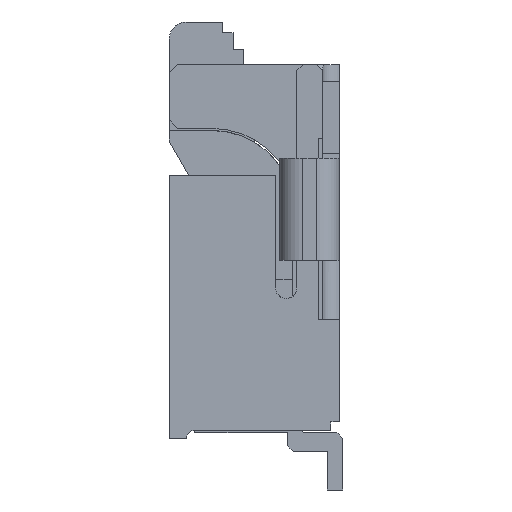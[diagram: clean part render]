
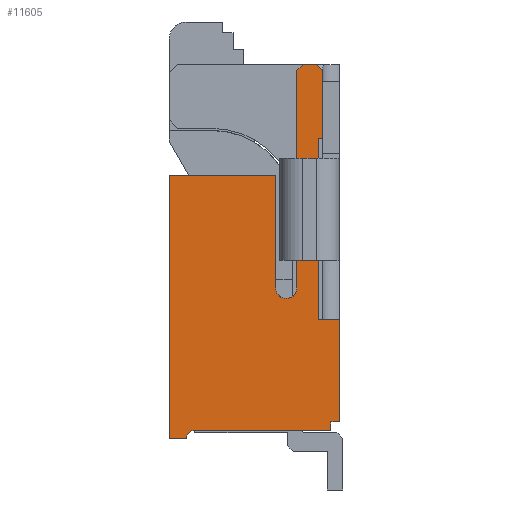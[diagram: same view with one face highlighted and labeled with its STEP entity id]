
A CAD part, left-side view. The second image highlights one B-rep face of the part: STEP entity #11605.
In plain terms, the highlighted planar face has unit normal (-1, 0, 0).
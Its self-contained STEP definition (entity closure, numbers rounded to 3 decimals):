
#14=DIRECTION('',(0.,1.,0.));
#15=VECTOR('',#14,0.15);
#16=CARTESIAN_POINT('',(-4.8,0.275,0.));
#17=LINE('',#16,#15);
#191=DIRECTION('',(0.,0.,1.));
#192=VECTOR('',#191,1.2);
#193=CARTESIAN_POINT('',(-4.8,0.,-4.2));
#194=LINE('',#193,#192);
#589=DIRECTION('',(0.,0.,1.));
#590=VECTOR('',#589,0.795);
#591=CARTESIAN_POINT('',(-4.8,0.2,-0.87));
#592=LINE('',#591,#590);
#609=DIRECTION('',(0.,1.,0.));
#610=VECTOR('',#609,0.25);
#611=CARTESIAN_POINT('',(-4.8,0.,-3.));
#612=LINE('',#611,#610);
#639=DIRECTION('',(0.,0.,1.));
#640=VECTOR('',#639,2.13);
#641=CARTESIAN_POINT('',(-4.8,0.25,-3.));
#642=LINE('',#641,#640);
#643=DIRECTION('',(0.,1.,0.));
#644=VECTOR('',#643,0.1);
#645=CARTESIAN_POINT('',(-4.8,0.,-4.2));
#646=LINE('',#645,#644);
#647=DIRECTION('',(0.,0.,1.));
#648=VECTOR('',#647,0.1);
#649=CARTESIAN_POINT('',(-4.8,0.1,-4.3));
#650=LINE('',#649,#648);
#651=DIRECTION('',(0.,-1.,0.));
#652=VECTOR('',#651,1.6);
#653=CARTESIAN_POINT('',(-4.8,1.7,-4.3));
#654=LINE('',#653,#652);
#655=CARTESIAN_POINT('',(-4.8,1.7,-4.4));
#656=DIRECTION('',(1.,0.,0.));
#657=DIRECTION('',(0.,1.,0.));
#658=AXIS2_PLACEMENT_3D('',#655,#656,#657);
#660=DIRECTION('',(0.,0.,1.));
#661=VECTOR('',#660,3.1);
#662=CARTESIAN_POINT('',(-4.8,2.,-4.4));
#663=LINE('',#662,#661);
#664=DIRECTION('',(0.,-1.,0.));
#665=VECTOR('',#664,1.25);
#666=CARTESIAN_POINT('',(-4.8,2.,-1.3));
#667=LINE('',#666,#665);
#668=DIRECTION('',(0.,0.,-1.));
#669=VECTOR('',#668,1.325);
#670=CARTESIAN_POINT('',(-4.8,0.75,-1.3));
#671=LINE('',#670,#669);
#672=CARTESIAN_POINT('',(-4.8,0.625,-2.625));
#673=DIRECTION('',(-1.,0.,0.));
#674=DIRECTION('',(0.,1.,0.));
#675=AXIS2_PLACEMENT_3D('',#672,#673,#674);
#677=DIRECTION('',(0.,0.,-1.));
#678=VECTOR('',#677,0.325);
#679=CARTESIAN_POINT('',(-4.8,0.5,-2.3));
#680=LINE('',#679,#678);
#681=DIRECTION('',(0.,0.,-1.));
#682=VECTOR('',#681,1.2);
#683=CARTESIAN_POINT('',(-4.8,0.5,-1.1));
#684=LINE('',#683,#682);
#685=DIRECTION('',(0.,-1.,0.));
#686=VECTOR('',#685,0.05);
#687=CARTESIAN_POINT('',(-4.8,0.25,-0.87));
#688=LINE('',#687,#686);
#2117=DIRECTION('',(0.,0.,-1.));
#2118=VECTOR('',#2117,1.025);
#2119=CARTESIAN_POINT('',(-4.8,0.5,-0.075));
#2120=LINE('',#2119,#2118);
#6977=DIRECTION('',(0.,1.,0.));
#6978=VECTOR('',#6977,0.2);
#6979=CARTESIAN_POINT('',(-4.8,1.8,-4.4));
#6980=LINE('',#6979,#6978);
#8094=DIRECTION('',(0.,-0.707,-0.707));
#8095=VECTOR('',#8094,0.106);
#8096=CARTESIAN_POINT('',(-4.8,0.275,0.));
#8097=LINE('',#8096,#8095);
#8222=DIRECTION('',(0.,0.707,-0.707));
#8223=VECTOR('',#8222,0.106);
#8224=CARTESIAN_POINT('',(-4.8,0.425,0.));
#8225=LINE('',#8224,#8223);
#8250=CARTESIAN_POINT('',(-4.8,2.,-4.4));
#8251=VERTEX_POINT('',#8250);
#8258=CARTESIAN_POINT('',(-4.8,0.,-3.));
#8260=VERTEX_POINT('',#8258);
#8337=CARTESIAN_POINT('',(-4.8,0.275,0.));
#8338=VERTEX_POINT('',#8337);
#8339=CARTESIAN_POINT('',(-4.8,0.2,-0.075));
#8340=VERTEX_POINT('',#8339);
#8423=CARTESIAN_POINT('',(-4.8,0.5,-2.3));
#8424=VERTEX_POINT('',#8423);
#8465=CARTESIAN_POINT('',(-4.8,0.5,-1.1));
#8466=VERTEX_POINT('',#8465);
#8523=CARTESIAN_POINT('',(-4.8,2.,-1.3));
#8524=CARTESIAN_POINT('',(-4.8,0.75,-1.3));
#8525=VERTEX_POINT('',#8523);
#8526=VERTEX_POINT('',#8524);
#8527=CARTESIAN_POINT('',(-4.8,0.75,-2.625));
#8528=VERTEX_POINT('',#8527);
#8529=CARTESIAN_POINT('',(-4.8,0.5,-2.625));
#8530=VERTEX_POINT('',#8529);
#8531=CARTESIAN_POINT('',(-4.8,1.8,-4.4));
#8532=CARTESIAN_POINT('',(-4.8,1.7,-4.3));
#8533=VERTEX_POINT('',#8531);
#8534=VERTEX_POINT('',#8532);
#8535=CARTESIAN_POINT('',(-4.8,0.1,-4.3));
#8536=VERTEX_POINT('',#8535);
#8537=CARTESIAN_POINT('',(-4.8,0.1,-4.2));
#8538=VERTEX_POINT('',#8537);
#8539=CARTESIAN_POINT('',(-4.8,0.,-4.2));
#8540=VERTEX_POINT('',#8539);
#8551=CARTESIAN_POINT('',(-4.8,0.425,0.));
#8553=VERTEX_POINT('',#8551);
#8555=CARTESIAN_POINT('',(-4.8,0.5,-0.075));
#8557=VERTEX_POINT('',#8555);
#10381=CARTESIAN_POINT('',(-4.8,0.25,-3.));
#10382=CARTESIAN_POINT('',(-4.8,0.25,-0.87));
#10383=VERTEX_POINT('',#10381);
#10384=VERTEX_POINT('',#10382);
#10385=CARTESIAN_POINT('',(-4.8,0.2,-0.87));
#10386=VERTEX_POINT('',#10385);
#11564=CARTESIAN_POINT('',(-4.8,2.,0.));
#11565=DIRECTION('',(-1.,0.,0.));
#11566=DIRECTION('',(0.,-1.,0.));
#11567=AXIS2_PLACEMENT_3D('',#11564,#11565,#11566);
#11568=PLANE('',#11567);
#11569=ORIENTED_EDGE('',*,*,#11173,.F.);
#11570=ORIENTED_EDGE('',*,*,#11539,.F.);
#11571=ORIENTED_EDGE('',*,*,#11038,.F.);
#11572=ORIENTED_EDGE('',*,*,#11079,.T.);
#11574=ORIENTED_EDGE('',*,*,#11573,.F.);
#11576=ORIENTED_EDGE('',*,*,#11575,.F.);
#11578=ORIENTED_EDGE('',*,*,#11577,.F.);
#11580=ORIENTED_EDGE('',*,*,#11579,.T.);
#11582=ORIENTED_EDGE('',*,*,#11581,.T.);
#11584=ORIENTED_EDGE('',*,*,#11583,.T.);
#11586=ORIENTED_EDGE('',*,*,#11585,.T.);
#11588=ORIENTED_EDGE('',*,*,#11587,.T.);
#11590=ORIENTED_EDGE('',*,*,#11589,.F.);
#11592=ORIENTED_EDGE('',*,*,#11591,.F.);
#11594=ORIENTED_EDGE('',*,*,#11593,.F.);
#11596=ORIENTED_EDGE('',*,*,#11595,.F.);
#11597=ORIENTED_EDGE('',*,*,#10854,.F.);
#11599=ORIENTED_EDGE('',*,*,#11598,.T.);
#11600=ORIENTED_EDGE('',*,*,#11504,.F.);
#11602=ORIENTED_EDGE('',*,*,#11601,.F.);
#11603=EDGE_LOOP('',(#11569,#11570,#11571,#11572,#11574,#11576,#11578,#11580,
#11582,#11584,#11586,#11588,#11590,#11592,#11594,#11596,#11597,#11599,#11600,
#11602));
#11604=FACE_OUTER_BOUND('',#11603,.F.);
#11605=ADVANCED_FACE('',(#11604),#11568,.T.);
#659=CIRCLE('',#658,0.1);
#676=CIRCLE('',#675,0.125);
#10854=EDGE_CURVE('',#8338,#8553,#17,.T.);
#11038=EDGE_CURVE('',#8540,#8260,#194,.T.);
#11079=EDGE_CURVE('',#8540,#8538,#646,.T.);
#11173=EDGE_CURVE('',#10383,#10384,#642,.T.);
#11504=EDGE_CURVE('',#10386,#8340,#592,.T.);
#11539=EDGE_CURVE('',#8260,#10383,#612,.T.);
#11573=EDGE_CURVE('',#8536,#8538,#650,.T.);
#11575=EDGE_CURVE('',#8534,#8536,#654,.T.);
#11577=EDGE_CURVE('',#8533,#8534,#659,.T.);
#11579=EDGE_CURVE('',#8533,#8251,#6980,.T.);
#11581=EDGE_CURVE('',#8251,#8525,#663,.T.);
#11583=EDGE_CURVE('',#8525,#8526,#667,.T.);
#11585=EDGE_CURVE('',#8526,#8528,#671,.T.);
#11587=EDGE_CURVE('',#8528,#8530,#676,.T.);
#11589=EDGE_CURVE('',#8424,#8530,#680,.T.);
#11591=EDGE_CURVE('',#8466,#8424,#684,.T.);
#11593=EDGE_CURVE('',#8557,#8466,#2120,.T.);
#11595=EDGE_CURVE('',#8553,#8557,#8225,.T.);
#11598=EDGE_CURVE('',#8338,#8340,#8097,.T.);
#11601=EDGE_CURVE('',#10384,#10386,#688,.T.);
